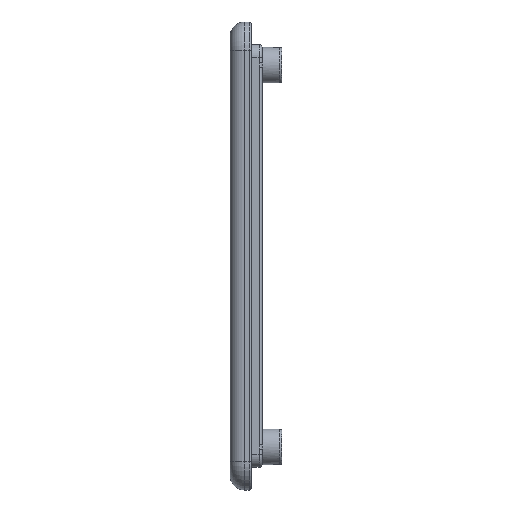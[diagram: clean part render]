
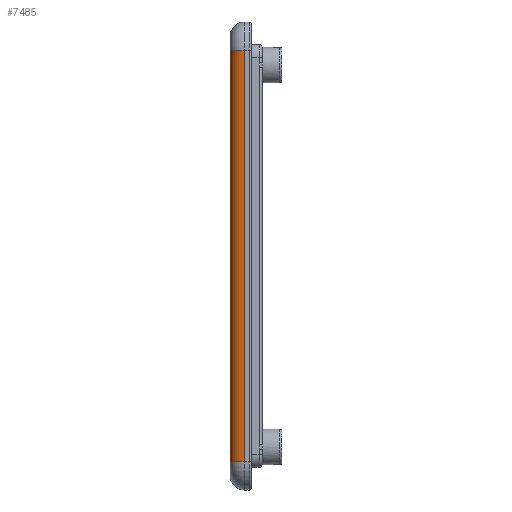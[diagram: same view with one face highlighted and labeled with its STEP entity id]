
A CAD part, left-side view. The second image highlights one B-rep face of the part: STEP entity #7485.
In plain terms, the highlighted cylindrical face has radius 2 mm (diameter 4 mm), a partial arc.
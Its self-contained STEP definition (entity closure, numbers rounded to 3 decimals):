
#137 = ORIENTED_EDGE ( 'NONE', *, *, #18584, .F. ) ;
#1521 = EDGE_LOOP ( 'NONE', ( #23285, #16737, #137, #18920 ) ) ;
#3343 = EDGE_CURVE ( 'NONE', #17965, #7214, #14568, .T. ) ;
#4387 = CARTESIAN_POINT ( 'NONE',  ( -35.5, 16., -29. ) ) ;
#4515 = LINE ( 'NONE', #13871, #22088 ) ;
#6429 = DIRECTION ( 'NONE',  ( 0., 0., 1. ) ) ;
#7170 = CARTESIAN_POINT ( 'NONE',  ( -33.5, 18., 29. ) ) ;
#7180 = CIRCLE ( 'NONE', #15225, 2. ) ;
#7214 = VERTEX_POINT ( 'NONE', #4387 ) ;
#7485 = ADVANCED_FACE ( 'NONE', ( #19888 ), #10922, .T. ) ;
#9418 = CARTESIAN_POINT ( 'NONE',  ( -35.5, 16., -29. ) ) ;
#10135 = CIRCLE ( 'NONE', #19302, 2. ) ;
#10193 = CARTESIAN_POINT ( 'NONE',  ( -33.5, 18., -29. ) ) ;
#10441 = AXIS2_PLACEMENT_3D ( 'NONE', #12032, #16189, #18214 ) ;
#10922 = CYLINDRICAL_SURFACE ( 'NONE', #10441, 2. ) ;
#10998 = EDGE_CURVE ( 'NONE', #20710, #7214, #10135, .T. ) ;
#12032 = CARTESIAN_POINT ( 'NONE',  ( -33.5, 16., 29. ) ) ;
#12070 = DIRECTION ( 'NONE',  ( 0., 0., 1. ) ) ;
#12250 = DIRECTION ( 'NONE',  ( 0., 0., 1. ) ) ;
#12773 = DIRECTION ( 'NONE',  ( 0., 0., -1. ) ) ;
#13643 = DIRECTION ( 'NONE',  ( 1., 0., 0. ) ) ;
#13757 = CARTESIAN_POINT ( 'NONE',  ( -33.5, 16., -29. ) ) ;
#13871 = CARTESIAN_POINT ( 'NONE',  ( -33.5, 18., 29. ) ) ;
#14568 = LINE ( 'NONE', #9418, #21505 ) ;
#15225 = AXIS2_PLACEMENT_3D ( 'NONE', #19667, #12250, #15483 ) ;
#15385 = VERTEX_POINT ( 'NONE', #7170 ) ;
#15483 = DIRECTION ( 'NONE',  ( 1., 0., 0. ) ) ;
#16189 = DIRECTION ( 'NONE',  ( 0., 0., -1. ) ) ;
#16737 = ORIENTED_EDGE ( 'NONE', *, *, #3343, .F. ) ;
#17965 = VERTEX_POINT ( 'NONE', #20487 ) ;
#18214 = DIRECTION ( 'NONE',  ( -1., 0., 0. ) ) ;
#18303 = EDGE_CURVE ( 'NONE', #20710, #15385, #4515, .T. ) ;
#18584 = EDGE_CURVE ( 'NONE', #15385, #17965, #7180, .T. ) ;
#18920 = ORIENTED_EDGE ( 'NONE', *, *, #18303, .F. ) ;
#19302 = AXIS2_PLACEMENT_3D ( 'NONE', #13757, #12070, #13643 ) ;
#19667 = CARTESIAN_POINT ( 'NONE',  ( -33.5, 16., 29. ) ) ;
#19888 = FACE_OUTER_BOUND ( 'NONE', #1521, .T. ) ;
#20487 = CARTESIAN_POINT ( 'NONE',  ( -35.5, 16., 29. ) ) ;
#20710 = VERTEX_POINT ( 'NONE', #10193 ) ;
#21505 = VECTOR ( 'NONE', #12773, 1000. ) ;
#22088 = VECTOR ( 'NONE', #6429, 1000. ) ;
#23285 = ORIENTED_EDGE ( 'NONE', *, *, #10998, .T. ) ;
